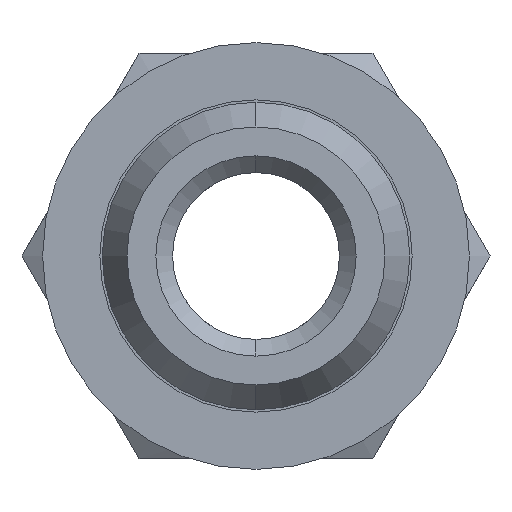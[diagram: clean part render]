
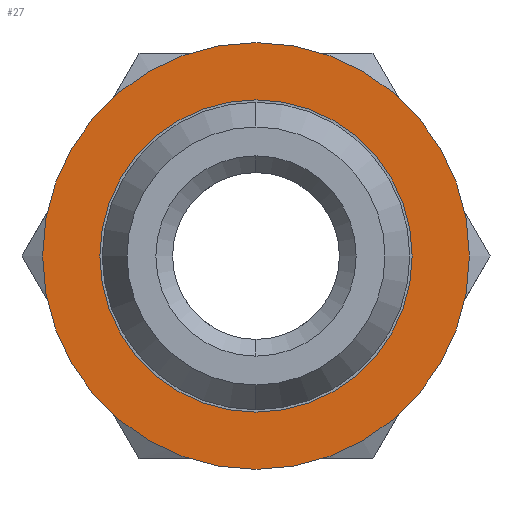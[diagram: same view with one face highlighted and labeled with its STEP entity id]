
A CAD part, front view. The second image highlights one B-rep face of the part: STEP entity #27.
In plain terms, the highlighted planar face has unit normal (0, -1, 0).
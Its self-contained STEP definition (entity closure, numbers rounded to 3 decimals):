
#27 = ADVANCED_FACE ( 'NONE', ( #594, #593 ), #588, .T. ) ;
#28 = EDGE_LOOP ( 'NONE', ( #37, #38 ) ) ;
#31 = VERTEX_POINT ( 'NONE', #562 ) ;
#34 = EDGE_CURVE ( 'NONE', #31, #63, #560, .T. ) ;
#37 = ORIENTED_EDGE ( 'NONE', *, *, #83, .T. ) ;
#38 = ORIENTED_EDGE ( 'NONE', *, *, #52, .T. ) ;
#39 = EDGE_LOOP ( 'NONE', ( #40, #71 ) ) ;
#40 = ORIENTED_EDGE ( 'NONE', *, *, #41, .F. ) ;
#41 = EDGE_CURVE ( 'NONE', #63, #31, #554, .T. ) ;
#52 = EDGE_CURVE ( 'NONE', #81, #84, #611, .T. ) ;
#63 = VERTEX_POINT ( 'NONE', #619 ) ;
#71 = ORIENTED_EDGE ( 'NONE', *, *, #34, .F. ) ;
#81 = VERTEX_POINT ( 'NONE', #758 ) ;
#83 = EDGE_CURVE ( 'NONE', #84, #81, #809, .T. ) ;
#84 = VERTEX_POINT ( 'NONE', #865 ) ;
#551 = DIRECTION ( 'NONE',  ( 0., 0., -1. ) ) ;
#552 = DIRECTION ( 'NONE',  ( 0., -1., 0. ) ) ;
#553 = AXIS2_PLACEMENT_3D ( 'NONE', #561, #552, #551 ) ;
#554 = CIRCLE ( 'NONE', #553, 6.55 ) ;
#556 = DIRECTION ( 'NONE',  ( 0., 0., -1. ) ) ;
#557 = DIRECTION ( 'NONE',  ( 0., -1., 0. ) ) ;
#558 = CARTESIAN_POINT ( 'NONE',  ( 0., 0., 0. ) ) ;
#559 = AXIS2_PLACEMENT_3D ( 'NONE', #558, #557, #556 ) ;
#560 = CIRCLE ( 'NONE', #559, 6.55 ) ;
#561 = CARTESIAN_POINT ( 'NONE',  ( 0., 0., 0. ) ) ;
#562 = CARTESIAN_POINT ( 'NONE',  ( 0., 0., 6.55 ) ) ;
#567 = DIRECTION ( 'NONE',  ( 0., 0., -1. ) ) ;
#568 = DIRECTION ( 'NONE',  ( 0., -1., 0. ) ) ;
#586 = CARTESIAN_POINT ( 'NONE',  ( 6.55, 0., 0. ) ) ;
#587 = AXIS2_PLACEMENT_3D ( 'NONE', #586, #568, #567 ) ;
#588 = PLANE ( 'NONE',  #587 ) ;
#593 = FACE_BOUND ( 'NONE', #39, .T. ) ;
#594 = FACE_OUTER_BOUND ( 'NONE', #28, .T. ) ;
#610 = DIRECTION ( 'NONE',  ( 0., 0., -1. ) ) ;
#611 = CIRCLE ( 'NONE', #670, 8.95 ) ;
#613 = CARTESIAN_POINT ( 'NONE',  ( 0., 0., 0. ) ) ;
#619 = CARTESIAN_POINT ( 'NONE',  ( 0., 0., -6.55 ) ) ;
#670 = AXIS2_PLACEMENT_3D ( 'NONE', #613, #671, #610 ) ;
#671 = DIRECTION ( 'NONE',  ( 0., -1., 0. ) ) ;
#736 = DIRECTION ( 'NONE',  ( 0., -1., 0. ) ) ;
#757 = CARTESIAN_POINT ( 'NONE',  ( 0., 0., 0. ) ) ;
#758 = CARTESIAN_POINT ( 'NONE',  ( 0., 0., 8.95 ) ) ;
#795 = DIRECTION ( 'NONE',  ( 0., 0., -1. ) ) ;
#796 = AXIS2_PLACEMENT_3D ( 'NONE', #757, #736, #795 ) ;
#809 = CIRCLE ( 'NONE', #796, 8.95 ) ;
#865 = CARTESIAN_POINT ( 'NONE',  ( 0., 0., -8.95 ) ) ;
